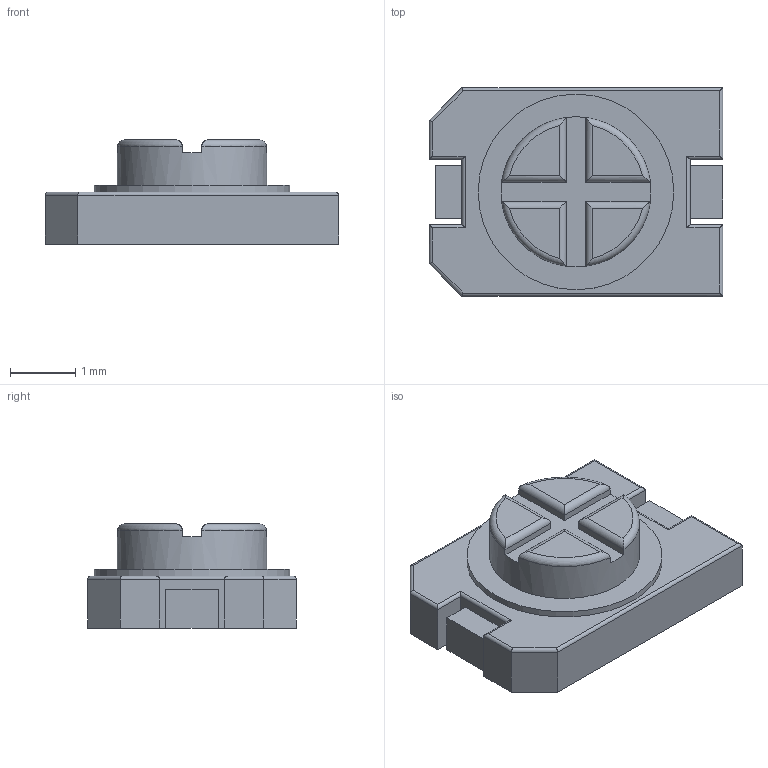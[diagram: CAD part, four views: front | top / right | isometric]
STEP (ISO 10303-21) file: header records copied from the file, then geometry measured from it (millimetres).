
FILE_DESCRIPTION(/* description */ ('model of C_Trimmer_Murata_TZC3'),/* implementation_level */ '2;1');
FILE_NAME(/* name */ 'C_Trimmer_Murata_TZC3.step',/* time_stamp */ '2018-12-28T21:44:45',/* author */ ('kicad StepUp','ksu'),/* organization */ ('FreeCAD'),/* preprocessor_version */ 'OCC',/* originating_system */ 'kicad StepUp',/* authorisation */ '');
FILE_SCHEMA(('AUTOMOTIVE_DESIGN { 1 0 10303 214 1 1 1 1 }'));
Length unit declared in the file: millimetre
Products named in the file (1): Murata_TZC3
Bounding box: 4.5 x 3.2 x 1.6 mm (x, y, z)
Volume: 14.3 mm3; surface area: 48.6 mm2
Topology: 1 solids, 1 shells, 70 faces, 167 edges, 101 vertices
Faces by surface type: plane 42, cylinder 24, torus 4
Full cylindrical faces by diameter (mm): 2.3 x1, 3 x1
Entity records: 1437 total; most frequent: ORIENTED_EDGE 273, CARTESIAN_POINT 251, EDGE_CURVE 167, LINE 108, VERTEX_POINT 101, AXIS2_PLACEMENT_3D 85, FACE_BOUND 72, EDGE_LOOP 72
